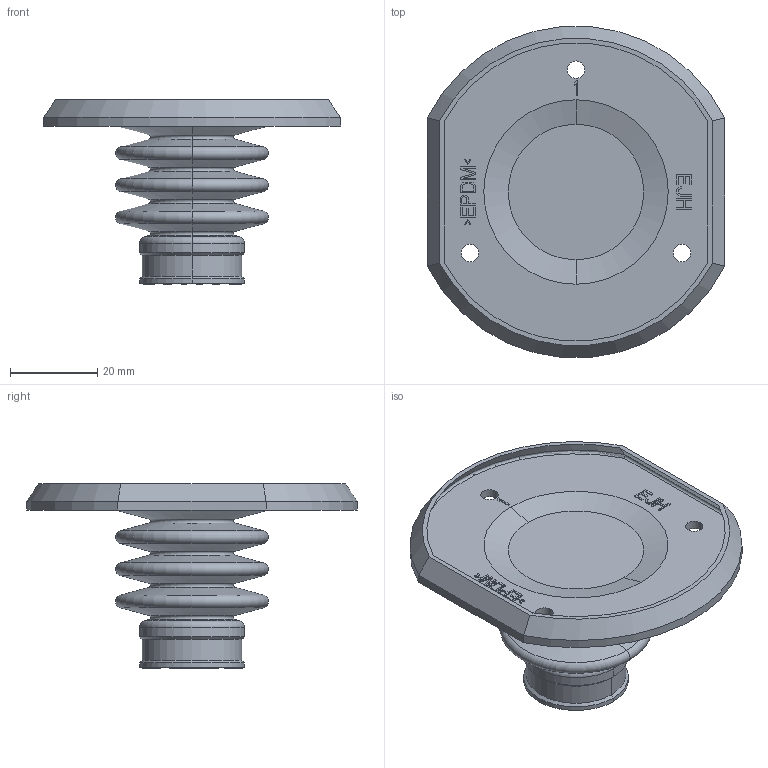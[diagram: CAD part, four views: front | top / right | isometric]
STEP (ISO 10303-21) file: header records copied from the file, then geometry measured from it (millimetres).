
FILE_DESCRIPTION((''),'2;1');
FILE_NAME('T030023','2020-10-08T16:09:31',('teru'),(''),'CREO PARAMETRIC BY PTC INC, 2017380','CREO PARAMETRIC BY PTC INC, 2017380','');
FILE_SCHEMA(('CONFIG_CONTROL_DESIGN'));
Length unit declared in the file: millimetre
Products named in the file (1): T030023
Bounding box: 68 x 75.72 x 42.2 mm (x, y, z)
Volume: 28869.4 mm3; surface area: 17332.3 mm2
Topology: 1 solids, 1 shells, 956 faces, 2613 edges, 1726 vertices
Faces by surface type: plane 858, cylinder 54, cone 26, torus 18
Entity records: 29787 total; most frequent: CARTESIAN_POINT 5359, ORIENTED_EDGE 5226, DIRECTION 4677, EDGE_CURVE 2613, VECTOR 2437, LINE 2437, VERTEX_POINT 1726, AXIS2_PLACEMENT_3D 1120
